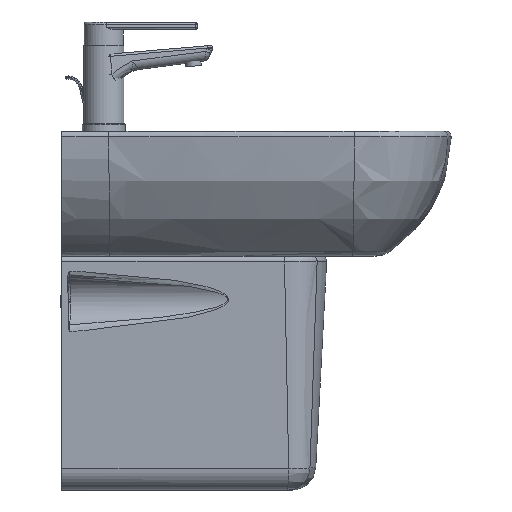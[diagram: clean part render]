
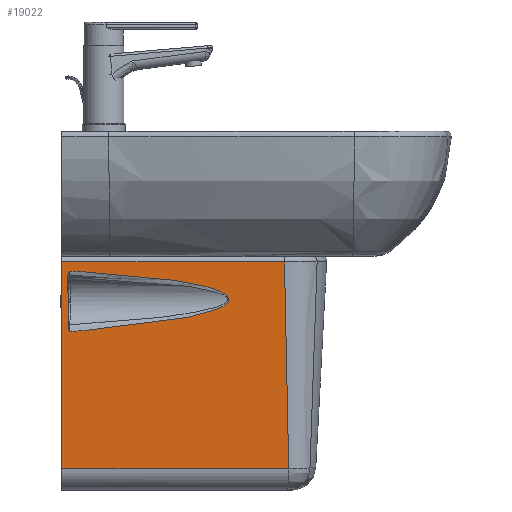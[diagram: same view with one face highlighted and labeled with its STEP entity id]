
A CAD part, left-side view. The second image highlights one B-rep face of the part: STEP entity #19022.
In plain terms, the highlighted planar face has unit normal (-0.992, -0.086, -0.098).
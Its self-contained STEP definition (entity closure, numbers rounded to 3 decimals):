
#18919=CARTESIAN_POINT('',(-84.519,279.317,0.0));
#18920=DIRECTION('',(-0.991,-0.086,-0.098));
#18921=DIRECTION('',(-0.098,0.0,0.995));
#18922=AXIS2_PLACEMENT_3D('',#18919,#18920,#18921);
#18923=PLANE('',#18922);
#18924=CARTESIAN_POINT('',(-111.862,262.309,292.316));
#18925=VERTEX_POINT('',#18924);
#18926=CARTESIAN_POINT('',(-85.707,262.317,27.067));
#18927=VERTEX_POINT('',#18926);
#18928=CARTESIAN_POINT('',(-111.862,262.309,292.316));
#18929=DIRECTION('',(0.098,0.,-0.995));
#18930=VECTOR('',#18929,266.535);
#18931=LINE('',#18928,#18930);
#18932=EDGE_CURVE('',#18925,#18927,#18931,.T.);
#18933=ORIENTED_EDGE('',*,*,#18932,.T.);
#18934=CARTESIAN_POINT('',(-60.344,-28.635,27.067));
#18935=VERTEX_POINT('',#18934);
#18936=CARTESIAN_POINT('',(-60.344,-28.635,27.067));
#18937=DIRECTION('',(-0.087,0.996,0.));
#18938=VECTOR('',#18937,292.055);
#18939=LINE('',#18936,#18938);
#18940=EDGE_CURVE('',#18935,#18927,#18939,.T.);
#18941=ORIENTED_EDGE('',*,*,#18940,.F.);
#18942=CARTESIAN_POINT('',(-86.974,-23.205,292.316));
#18943=VERTEX_POINT('',#18942);
#18944=CARTESIAN_POINT('',(-60.344,-28.635,27.067));
#18945=CARTESIAN_POINT('',(-69.221,-26.825,115.483));
#18946=CARTESIAN_POINT('',(-78.098,-25.015,203.899));
#18947=CARTESIAN_POINT('',(-86.974,-23.205,292.316));
#18948=B_SPLINE_CURVE_WITH_KNOTS('',3,(#18944,#18945,#18946,#18947),.UNSPECIFIED.,.F.,.U.,(4,4),(0.09,0.974),.UNSPECIFIED.);
#18949=EDGE_CURVE('',#18935,#18943,#18948,.T.);
#18950=ORIENTED_EDGE('',*,*,#18949,.T.);
#18951=CARTESIAN_POINT('',(-111.862,262.309,292.316));
#18952=DIRECTION('',(0.087,-0.996,0.0));
#18953=VECTOR('',#18952,286.597);
#18954=LINE('',#18951,#18953);
#18955=EDGE_CURVE('',#18925,#18943,#18954,.T.);
#18956=ORIENTED_EDGE('',*,*,#18955,.F.);
#18957=EDGE_LOOP('',(#18933,#18941,#18950,#18956));
#18958=FACE_OUTER_BOUND('',#18957,.T.);
#18959=CARTESIAN_POINT('',(-109.426,254.394,274.602));
#18960=VERTEX_POINT('',#18959);
#18961=CARTESIAN_POINT('',(-102.938,254.17,209.014));
#18962=VERTEX_POINT('',#18961);
#18963=CARTESIAN_POINT('',(-109.426,254.394,274.602));
#18964=DIRECTION('',(0.098,-0.003,-0.995));
#18965=VECTOR('',#18964,65.908);
#18966=LINE('',#18963,#18965);
#18967=EDGE_CURVE('',#18960,#18962,#18966,.T.);
#18968=ORIENTED_EDGE('',*,*,#18967,.F.);
#18969=CARTESIAN_POINT('',(-109.863,252.649,280.583));
#18970=VERTEX_POINT('',#18969);
#18971=CARTESIAN_POINT('',(-109.863,252.649,280.583));
#18972=CARTESIAN_POINT('',(-109.863,252.651,280.579));
#18973=CARTESIAN_POINT('',(-109.863,252.653,280.575));
#18974=CARTESIAN_POINT('',(-109.798,253.174,279.454));
#18975=CARTESIAN_POINT('',(-109.728,253.679,278.299));
#18976=CARTESIAN_POINT('',(-109.588,254.211,276.41));
#18977=CARTESIAN_POINT('',(-109.517,254.397,275.523));
#18978=CARTESIAN_POINT('',(-109.426,254.394,274.602));
#18979=B_SPLINE_CURVE_WITH_KNOTS('',3,(#18971,#18972,#18973,#18974,#18975,#18976,#18977,#18978),.UNSPECIFIED.,.F.,.U.,(4,2,2,4),(-0.001,0.0,0.37,0.592),.UNSPECIFIED.);
#18980=EDGE_CURVE('',#18970,#18960,#18979,.T.);
#18981=ORIENTED_EDGE('',*,*,#18980,.F.);
#18982=CARTESIAN_POINT('',(-108.057,233.027,279.61));
#18983=VERTEX_POINT('',#18982);
#18984=CARTESIAN_POINT('',(-119.079,404.258,240.02));
#18985=DIRECTION('',(-0.991,-0.086,-0.098));
#18986=DIRECTION('',(0.086,-0.996,0.012));
#18987=AXIS2_PLACEMENT_3D('',#18984,#18985,#18986);
#18988=ELLIPSE('',#18987,356.886,43.061);
#18989=EDGE_CURVE('',#18983,#18970,#18988,.T.);
#18990=ORIENTED_EDGE('',*,*,#18989,.F.);
#18991=CARTESIAN_POINT('',(-100.701,233.668,204.447));
#18992=VERTEX_POINT('',#18991);
#18993=CARTESIAN_POINT('',(-119.079,404.258,240.02));
#18994=DIRECTION('',(-0.991,-0.086,-0.098));
#18995=DIRECTION('',(0.086,-0.996,0.012));
#18996=AXIS2_PLACEMENT_3D('',#18993,#18994,#18995);
#18997=ELLIPSE('',#18996,356.886,43.061);
#18998=EDGE_CURVE('',#18992,#18983,#18997,.T.);
#18999=ORIENTED_EDGE('',*,*,#18998,.F.);
#19000=CARTESIAN_POINT('',(-102.197,252.384,203.076));
#19001=VERTEX_POINT('',#19000);
#19002=CARTESIAN_POINT('',(-119.079,404.258,240.02));
#19003=DIRECTION('',(-0.991,-0.086,-0.098));
#19004=DIRECTION('',(0.086,-0.996,0.012));
#19005=AXIS2_PLACEMENT_3D('',#19002,#19003,#19004);
#19006=ELLIPSE('',#19005,356.886,43.061);
#19007=EDGE_CURVE('',#19001,#18992,#19006,.T.);
#19008=ORIENTED_EDGE('',*,*,#19007,.F.);
#19009=CARTESIAN_POINT('',(-102.938,254.17,209.014));
#19010=CARTESIAN_POINT('',(-102.847,254.166,208.094));
#19011=CARTESIAN_POINT('',(-102.744,253.974,207.211));
#19012=CARTESIAN_POINT('',(-102.511,253.429,205.335));
#19013=CARTESIAN_POINT('',(-102.354,252.917,204.193));
#19014=CARTESIAN_POINT('',(-102.198,252.388,203.084));
#19015=CARTESIAN_POINT('',(-102.198,252.386,203.08));
#19016=CARTESIAN_POINT('',(-102.197,252.384,203.076));
#19017=B_SPLINE_CURVE_WITH_KNOTS('',3,(#19009,#19010,#19011,#19012,#19013,#19014,#19015,#19016),.UNSPECIFIED.,.F.,.U.,(4,2,2,4),(0.0,0.277,0.741,0.743),.UNSPECIFIED.);
#19018=EDGE_CURVE('',#18962,#19001,#19017,.T.);
#19019=ORIENTED_EDGE('',*,*,#19018,.F.);
#19020=EDGE_LOOP('',(#18968,#18981,#18990,#18999,#19008,#19019));
#19021=FACE_BOUND('',#19020,.T.);
#19022=ADVANCED_FACE('',(#18958,#19021),#18923,.T.);
